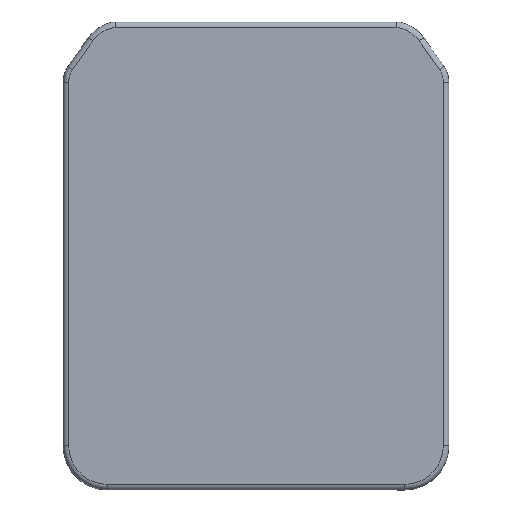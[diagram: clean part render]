
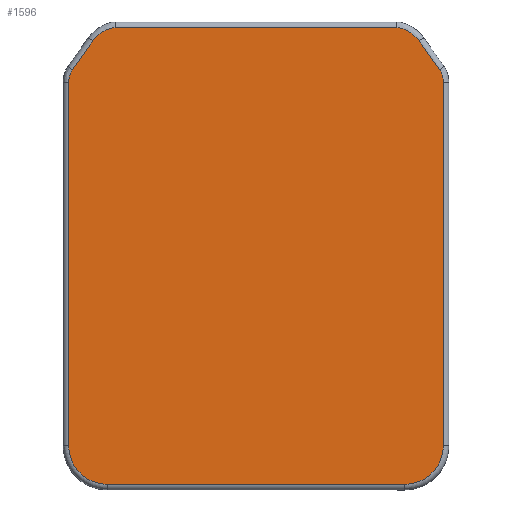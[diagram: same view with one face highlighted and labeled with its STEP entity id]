
A CAD part, top view. The second image highlights one B-rep face of the part: STEP entity #1596.
In plain terms, the highlighted planar face has unit normal (0, 0, 1).
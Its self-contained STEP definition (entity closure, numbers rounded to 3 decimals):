
#33=PLANE('',#1720);
#99=B_SPLINE_CURVE_WITH_KNOTS('',3,(#2363,#2364,#2365,#2366,#2367,#2368),
 .UNSPECIFIED.,.F.,.F.,(4,1,1,4),(-0.248,-0.177,
-0.106,0.),.UNSPECIFIED.);
#101=B_SPLINE_CURVE_WITH_KNOTS('',3,(#2429,#2430,#2431,#2432,#2433,#2434,
#2435,#2436,#2437),.UNSPECIFIED.,.F.,.F.,(4,1,1,1,1,1,4),(-0.482,
-0.447,-0.413,-0.344,-0.206,
-0.103,0.),.UNSPECIFIED.);
#103=B_SPLINE_CURVE_WITH_KNOTS('',3,(#2501,#2502,#2503,#2504,#2505,#2506,
#2507,#2508,#2509),.UNSPECIFIED.,.F.,.F.,(4,1,1,1,1,1,4),(-0.482,
-0.344,-0.206,-0.138,-0.069,
-0.034,0.),.UNSPECIFIED.);
#105=B_SPLINE_CURVE_WITH_KNOTS('',3,(#2553,#2554,#2555,#2556,#2557),
 .UNSPECIFIED.,.F.,.F.,(4,1,4),(-0.248,-0.106,0.),
 .UNSPECIFIED.);
#131=FACE_OUTER_BOUND('',#229,.T.);
#229=EDGE_LOOP('',(#1174,#1175,#1176,#1177,#1178,#1179,#1180,#1181,#1182,
#1183,#1184,#1185));
#319=LINE('',#2317,#479);
#320=LINE('',#2328,#480);
#322=LINE('',#2379,#482);
#324=LINE('',#2451,#484);
#326=LINE('',#2523,#486);
#328=LINE('',#2567,#488);
#479=VECTOR('',#1849,10.);
#480=VECTOR('',#1862,10.);
#482=VECTOR('',#1870,10.);
#484=VECTOR('',#1878,10.);
#486=VECTOR('',#1886,10.);
#488=VECTOR('',#1894,10.);
#641=CIRCLE('',#1692,6.932);
#652=CIRCLE('',#1709,6.932);
#696=VERTEX_POINT('',#2310);
#699=VERTEX_POINT('',#2315);
#701=VERTEX_POINT('',#2320);
#703=VERTEX_POINT('',#2326);
#705=VERTEX_POINT('',#2361);
#707=VERTEX_POINT('',#2377);
#709=VERTEX_POINT('',#2427);
#711=VERTEX_POINT('',#2449);
#713=VERTEX_POINT('',#2499);
#715=VERTEX_POINT('',#2521);
#717=VERTEX_POINT('',#2551);
#719=VERTEX_POINT('',#2565);
#851=EDGE_CURVE('',#699,#696,#319,.T.);
#853=EDGE_CURVE('',#701,#699,#641,.T.);
#856=EDGE_CURVE('',#703,#701,#320,.T.);
#859=EDGE_CURVE('',#705,#703,#99,.T.);
#862=EDGE_CURVE('',#707,#705,#322,.T.);
#865=EDGE_CURVE('',#709,#707,#101,.T.);
#868=EDGE_CURVE('',#711,#709,#324,.T.);
#871=EDGE_CURVE('',#713,#711,#103,.T.);
#874=EDGE_CURVE('',#715,#713,#326,.T.);
#877=EDGE_CURVE('',#717,#715,#105,.T.);
#880=EDGE_CURVE('',#719,#717,#328,.T.);
#882=EDGE_CURVE('',#696,#719,#652,.T.);
#1174=ORIENTED_EDGE('',*,*,#851,.F.);
#1175=ORIENTED_EDGE('',*,*,#853,.F.);
#1176=ORIENTED_EDGE('',*,*,#856,.F.);
#1177=ORIENTED_EDGE('',*,*,#859,.F.);
#1178=ORIENTED_EDGE('',*,*,#862,.F.);
#1179=ORIENTED_EDGE('',*,*,#865,.F.);
#1180=ORIENTED_EDGE('',*,*,#868,.F.);
#1181=ORIENTED_EDGE('',*,*,#871,.F.);
#1182=ORIENTED_EDGE('',*,*,#874,.F.);
#1183=ORIENTED_EDGE('',*,*,#877,.F.);
#1184=ORIENTED_EDGE('',*,*,#880,.F.);
#1185=ORIENTED_EDGE('',*,*,#882,.F.);
#1596=ADVANCED_FACE('',(#131),#33,.T.);
#1692=AXIS2_PLACEMENT_3D('',#2322,#1854,#1855);
#1709=AXIS2_PLACEMENT_3D('',#2570,#1898,#1899);
#1720=AXIS2_PLACEMENT_3D('',#2645,#1947,#1948);
#1849=DIRECTION('',(-1.,0.,0.));
#1854=DIRECTION('center_axis',(0.,0.,-1.));
#1855=DIRECTION('ref_axis',(0.707,-0.707,0.));
#1862=DIRECTION('',(0.,-1.,0.));
#1870=DIRECTION('',(0.577,-0.816,0.));
#1878=DIRECTION('',(1.,0.,0.));
#1886=DIRECTION('',(0.577,0.816,0.));
#1894=DIRECTION('',(0.,1.,0.));
#1898=DIRECTION('center_axis',(0.,0.,-1.));
#1899=DIRECTION('ref_axis',(-0.707,-0.707,0.));
#1947=DIRECTION('center_axis',(0.,0.,1.));
#1948=DIRECTION('ref_axis',(-1.,0.,0.));
#2310=CARTESIAN_POINT('',(-26.75,-12.682,28.1));
#2315=CARTESIAN_POINT('',(26.75,-12.682,28.1));
#2317=CARTESIAN_POINT('',(-13.375,-12.682,28.1));
#2320=CARTESIAN_POINT('',(33.682,-5.75,28.1));
#2322=CARTESIAN_POINT('Origin',(26.75,-5.75,28.1));
#2326=CARTESIAN_POINT('',(33.682,59.538,28.1));
#2328=CARTESIAN_POINT('',(33.682,11.317,28.1));
#2361=CARTESIAN_POINT('',(32.996,61.884,28.1));
#2363=CARTESIAN_POINT('Ctrl Pts',(32.996,61.884,28.1));
#2364=CARTESIAN_POINT('Ctrl Pts',(33.133,61.692,28.1));
#2365=CARTESIAN_POINT('Ctrl Pts',(33.356,61.272,28.1));
#2366=CARTESIAN_POINT('Ctrl Pts',(33.61,60.483,28.1));
#2367=CARTESIAN_POINT('Ctrl Pts',(33.682,59.893,28.1));
#2368=CARTESIAN_POINT('Ctrl Pts',(33.682,59.538,28.1));
#2377=CARTESIAN_POINT('',(29.348,67.044,28.1));
#2379=CARTESIAN_POINT('',(35.393,58.495,28.1));
#2427=CARTESIAN_POINT('',(25.336,69.45,28.1));
#2429=CARTESIAN_POINT('Ctrl Pts',(25.336,69.45,28.1));
#2430=CARTESIAN_POINT('Ctrl Pts',(25.45,69.45,28.1));
#2431=CARTESIAN_POINT('Ctrl Pts',(25.68,69.429,28.1));
#2432=CARTESIAN_POINT('Ctrl Pts',(26.129,69.336,28.1));
#2433=CARTESIAN_POINT('Ctrl Pts',(26.889,69.071,28.1));
#2434=CARTESIAN_POINT('Ctrl Pts',(27.794,68.562,28.1));
#2435=CARTESIAN_POINT('Ctrl Pts',(28.687,67.84,28.1));
#2436=CARTESIAN_POINT('Ctrl Pts',(29.149,67.325,28.1));
#2437=CARTESIAN_POINT('Ctrl Pts',(29.348,67.044,28.1));
#2449=CARTESIAN_POINT('',(-25.336,69.45,28.1));
#2451=CARTESIAN_POINT('',(12.668,69.45,28.1));
#2499=CARTESIAN_POINT('',(-29.348,67.044,28.1));
#2501=CARTESIAN_POINT('Ctrl Pts',(-29.348,67.044,28.1));
#2502=CARTESIAN_POINT('Ctrl Pts',(-29.083,67.419,28.1));
#2503=CARTESIAN_POINT('Ctrl Pts',(-28.442,68.084,28.1));
#2504=CARTESIAN_POINT('Ctrl Pts',(-27.498,68.742,28.1));
#2505=CARTESIAN_POINT('Ctrl Pts',(-26.673,69.147,28.1));
#2506=CARTESIAN_POINT('Ctrl Pts',(-26.129,69.336,28.1));
#2507=CARTESIAN_POINT('Ctrl Pts',(-25.68,69.429,28.1));
#2508=CARTESIAN_POINT('Ctrl Pts',(-25.45,69.45,28.1));
#2509=CARTESIAN_POINT('Ctrl Pts',(-25.336,69.45,28.1));
#2521=CARTESIAN_POINT('',(-32.996,61.884,28.1));
#2523=CARTESIAN_POINT('',(-33.569,61.075,28.1));
#2551=CARTESIAN_POINT('',(-33.682,59.538,28.1));
#2553=CARTESIAN_POINT('Ctrl Pts',(-33.682,59.538,28.1));
#2554=CARTESIAN_POINT('Ctrl Pts',(-33.682,60.011,28.1));
#2555=CARTESIAN_POINT('Ctrl Pts',(-33.549,60.837,28.1));
#2556=CARTESIAN_POINT('Ctrl Pts',(-33.201,61.595,28.1));
#2557=CARTESIAN_POINT('Ctrl Pts',(-32.996,61.884,28.1));
#2565=CARTESIAN_POINT('',(-33.682,-5.75,28.1));
#2567=CARTESIAN_POINT('',(-33.682,43.961,28.1));
#2570=CARTESIAN_POINT('Origin',(-26.75,-5.75,28.1));
#2645=CARTESIAN_POINT('Origin',(0.,28.384,28.1));
